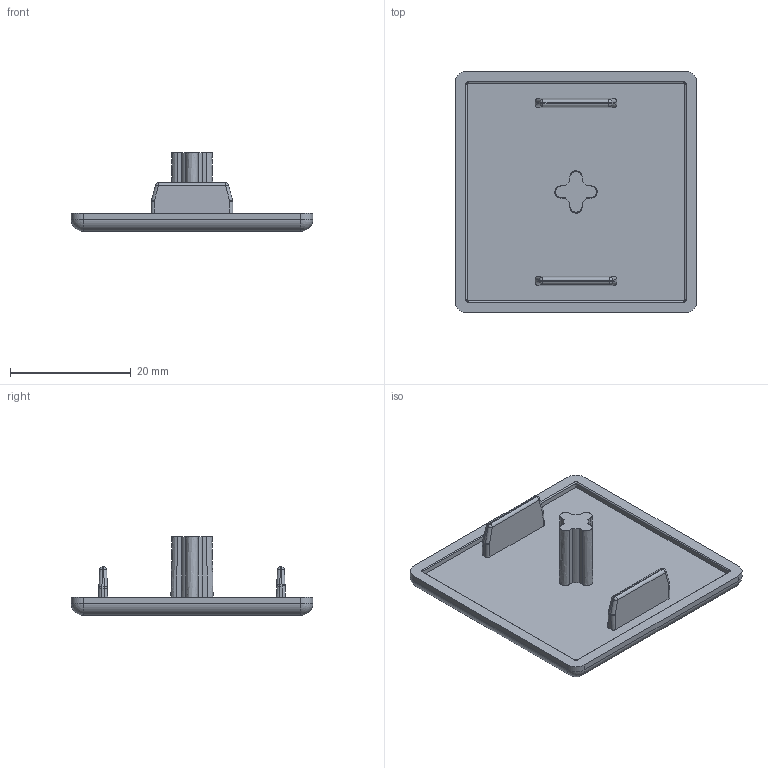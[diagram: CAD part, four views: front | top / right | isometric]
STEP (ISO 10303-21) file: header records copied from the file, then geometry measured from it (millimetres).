
FILE_DESCRIPTION(/* description */ ('TAPPO 40x40, FORO D.10 NERO'),/* implementation_level */ '2;1');
FILE_NAME(/* name */ 'DTPTR0000040.stp',/* time_stamp */ '2018-11-08T10:25:19+01:00',/* author */ ('fzagni'),/* organization */ (''),/* preprocessor_version */ 'ST-DEVELOPER v16.1',/* originating_system */ 'Autodesk Inventor 2016',/* authorisation */ '');
FILE_SCHEMA (('AUTOMOTIVE_DESIGN { 1 0 10303 214 3 1 1 }'));
Length unit declared in the file: millimetre
Products named in the file (1): 440000000486
Bounding box: 40 x 40 x 13 mm (x, y, z)
Volume: 3823.8 mm3; surface area: 4212.7 mm2
Topology: 1 solids, 1 shells, 110 faces, 252 edges, 148 vertices
Faces by surface type: cylinder 44, plane 34, bspline 16, sphere 12, torus 4
Entity records: 3332 total; most frequent: CARTESIAN_POINT 823, DIRECTION 542, ORIENTED_EDGE 504, EDGE_CURVE 252, AXIS2_PLACEMENT_3D 203, VERTEX_POINT 148, LINE 136, VECTOR 136
